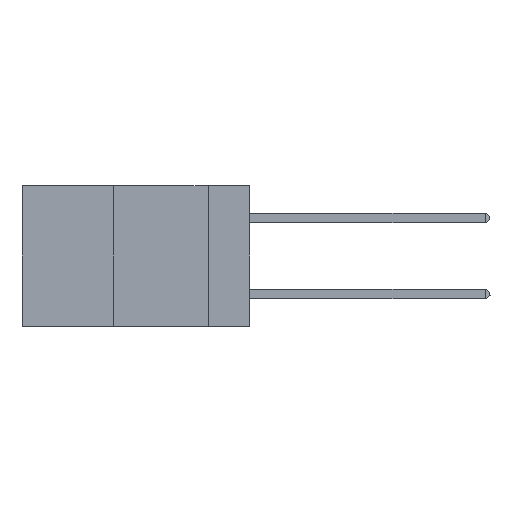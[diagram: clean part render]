
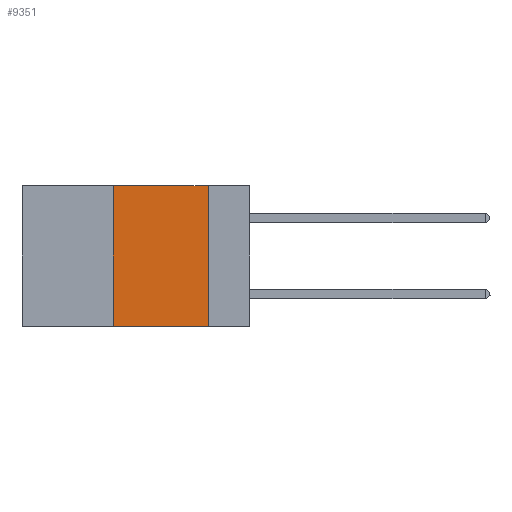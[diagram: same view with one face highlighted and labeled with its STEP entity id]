
A CAD part, left-side view. The second image highlights one B-rep face of the part: STEP entity #9351.
In plain terms, the highlighted planar face has unit normal (-1, 0, 0).
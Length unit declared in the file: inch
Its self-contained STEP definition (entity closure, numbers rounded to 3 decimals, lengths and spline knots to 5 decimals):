
#226 = VECTOR ( 'NONE', #14476, 39.37008 ) ;
#237 = ORIENTED_EDGE ( 'NONE', *, *, #3941, .T. ) ;
#288 = LINE ( 'NONE', #13835, #12131 ) ;
#525 = CARTESIAN_POINT ( 'NONE',  ( 0., 0.11, -0.37 ) ) ;
#1214 = DIRECTION ( 'NONE',  ( 0., 0., 1. ) ) ;
#1476 = ORIENTED_EDGE ( 'NONE', *, *, #13190, .F. ) ;
#1933 = VECTOR ( 'NONE', #5817, 39.37008 ) ;
#2630 = CARTESIAN_POINT ( 'NONE',  ( 0., 0.11, 0. ) ) ;
#3606 = FACE_OUTER_BOUND ( 'NONE', #11231, .T. ) ;
#3647 = CARTESIAN_POINT ( 'NONE',  ( 0., 0.6, 0. ) ) ;
#3890 = CARTESIAN_POINT ( 'NONE',  ( 0., 0.6, 0. ) ) ;
#3941 = EDGE_CURVE ( 'NONE', #7879, #12439, #6117, .T. ) ;
#3988 = ORIENTED_EDGE ( 'NONE', *, *, #5347, .F. ) ;
#5347 = EDGE_CURVE ( 'NONE', #7474, #14382, #13446, .T. ) ;
#5817 = DIRECTION ( 'NONE',  ( 0., -1., 0. ) ) ;
#6116 = LINE ( 'NONE', #2630, #10666 ) ;
#6117 = LINE ( 'NONE', #7578, #226 ) ;
#6353 = CARTESIAN_POINT ( 'NONE',  ( 0., 0.11, 0. ) ) ;
#6973 = EDGE_CURVE ( 'NONE', #14382, #12439, #6116, .T. ) ;
#7274 = DIRECTION ( 'NONE',  ( 1., 0., 0. ) ) ;
#7474 = VERTEX_POINT ( 'NONE', #10569 ) ;
#7578 = CARTESIAN_POINT ( 'NONE',  ( 0., 0.6, -0.37 ) ) ;
#7879 = VERTEX_POINT ( 'NONE', #8570 ) ;
#8570 = CARTESIAN_POINT ( 'NONE',  ( 0., 0.36, -0.37 ) ) ;
#9351 = ADVANCED_FACE ( 'NONE', ( #3606 ), #10763, .F. ) ;
#9759 = DIRECTION ( 'NONE',  ( 0., 0., -1. ) ) ;
#10569 = CARTESIAN_POINT ( 'NONE',  ( 0., 0.36, 0. ) ) ;
#10666 = VECTOR ( 'NONE', #11766, 39.37008 ) ;
#10763 = PLANE ( 'NONE',  #13780 ) ;
#11231 = EDGE_LOOP ( 'NONE', ( #14800, #3988, #1476, #237 ) ) ;
#11766 = DIRECTION ( 'NONE',  ( 0., 0., -1. ) ) ;
#12131 = VECTOR ( 'NONE', #1214, 39.37008 ) ;
#12439 = VERTEX_POINT ( 'NONE', #525 ) ;
#13190 = EDGE_CURVE ( 'NONE', #7879, #7474, #288, .T. ) ;
#13446 = LINE ( 'NONE', #3647, #1933 ) ;
#13780 = AXIS2_PLACEMENT_3D ( 'NONE', #3890, #7274, #9759 ) ;
#13835 = CARTESIAN_POINT ( 'NONE',  ( 0., 0.36, 0. ) ) ;
#14382 = VERTEX_POINT ( 'NONE', #6353 ) ;
#14476 = DIRECTION ( 'NONE',  ( 0., -1., 0. ) ) ;
#14800 = ORIENTED_EDGE ( 'NONE', *, *, #6973, .F. ) ;
